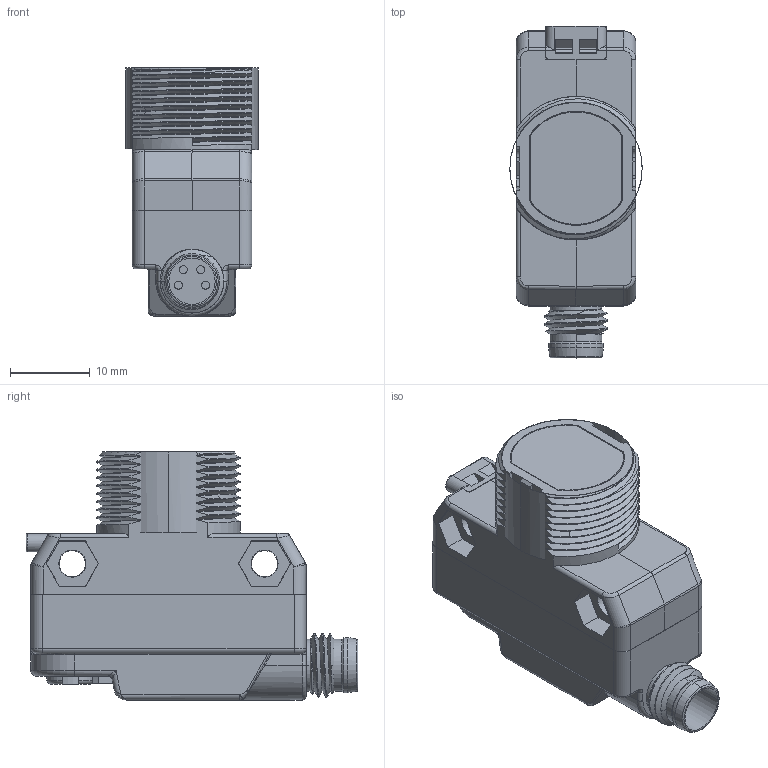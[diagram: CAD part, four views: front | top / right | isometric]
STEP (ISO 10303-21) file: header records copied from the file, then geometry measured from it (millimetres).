
FILE_DESCRIPTION((''),'2;1');
FILE_NAME('198357_ASM','2017-06-27T',('PDMAdmin'),('BANNER ENGINEERING'),'CREO PARAMETRIC BY PTC INC, 2016260','CREO PARAMETRIC BY PTC INC, 2016260','');
FILE_SCHEMA(('CONFIG_CONTROL_DESIGN'));
Products named in the file (24): 197206_BODY; 114096; 197206_ASM; 197207; 200509_ASM; 189788; 199683; 200510_ASM; 198358_ASM; 111645; 130017_1_AF0; 130017_2_AF0; 130017_3_AF0; 130017_3_AF1; 130017_3_AF2; 130017_3_AF3; 130017_AF0_ASM; 194703_AF1_ASM; 195812_AF0_ASM; 127343; 67851_AF1; 60902; 61611_ASM; 198357_ASM
Assembly tree (23 placements, depth 5):
  198357_ASM
    198358_ASM
      197206_ASM
        197206_BODY
        114096
      200509_ASM
        197207
      200510_ASM
        189788
        199683
    195812_AF0_ASM
      111645
      194703_AF1_ASM
        130017_AF0_ASM
          130017_1_AF0
          130017_2_AF0
          130017_3_AF0
          130017_3_AF1
          130017_3_AF2
          130017_3_AF3
    61611_ASM
      127343
      67851_AF1
      60902
Bounding box: 16.59 x 41.59 x 31.1 mm (x, y, z)
Volume: 6244.3 mm3; surface area: 10754.9 mm2
Topology: 15 solids, 17 shells, 1687 faces, 4272 edges, 2665 vertices
Faces by surface type: plane 728, cylinder 442, bspline 233, cone 146, torus 85, sphere 47, revolution 4, extrusion 2
Entity records: 79301 total; most frequent: CARTESIAN_POINT 40139, ORIENTED_EDGE 8518, DIRECTION 7457, EDGE_CURVE 4266, VERTEX_POINT 2665, AXIS2_PLACEMENT_3D 2653, VECTOR 2147, LINE 2145
